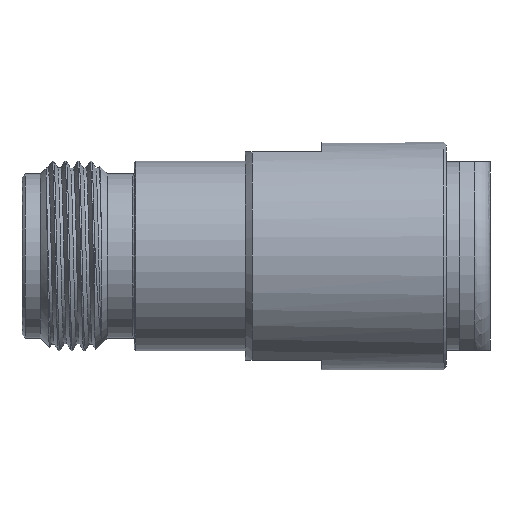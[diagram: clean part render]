
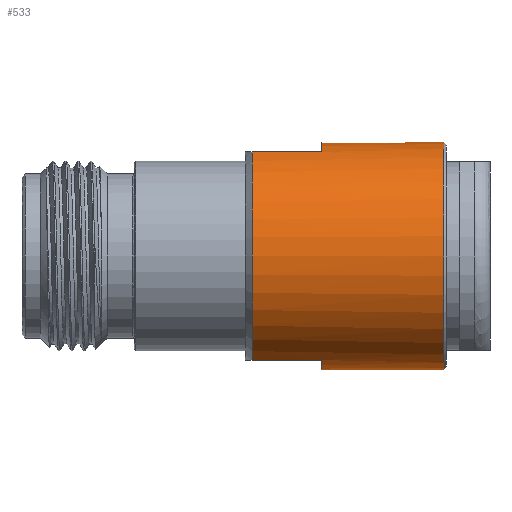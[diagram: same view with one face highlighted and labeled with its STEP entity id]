
A CAD part, front view. The second image highlights one B-rep face of the part: STEP entity #533.
In plain terms, the highlighted cylindrical face has radius 9.5 mm (diameter 19 mm), a full revolution.
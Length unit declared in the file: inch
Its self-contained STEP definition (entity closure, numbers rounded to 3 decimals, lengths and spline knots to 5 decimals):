
#19 = EDGE_LOOP ( 'NONE', ( #2292 ) ) ;
#42 = DIRECTION ( 'NONE',  ( 1., 0., 0. ) ) ;
#72 = CARTESIAN_POINT ( 'NONE',  ( 0.75749, -0.15023, -0.34252 ) ) ;
#202 = VERTEX_POINT ( 'NONE', #1995 ) ;
#261 = CYLINDRICAL_SURFACE ( 'NONE', #2991, 0.37402 ) ;
#311 = DIRECTION ( 'NONE',  ( 0., 0., 1. ) ) ;
#362 = CARTESIAN_POINT ( 'NONE',  ( 0.75749, 0.15023, 0.34252 ) ) ;
#435 = DIRECTION ( 'NONE',  ( -1., 0., 0. ) ) ;
#442 = VERTEX_POINT ( 'NONE', #72 ) ;
#443 = VECTOR ( 'NONE', #435, 39.37008 ) ;
#449 = ORIENTED_EDGE ( 'NONE', *, *, #3170, .T. ) ;
#504 = CARTESIAN_POINT ( 'NONE',  ( 0.9853, -0.15023, 0.34252 ) ) ;
#533 = ADVANCED_FACE ( 'NONE', ( #1800, #1535 ), #261, .T. ) ;
#534 = EDGE_CURVE ( 'NONE', #2199, #1579, #960, .T. ) ;
#548 = ORIENTED_EDGE ( 'NONE', *, *, #2146, .T. ) ;
#564 = EDGE_CURVE ( 'NONE', #202, #2199, #1159, .T. ) ;
#582 = CARTESIAN_POINT ( 'NONE',  ( 0.9853, 0.15023, -0.34252 ) ) ;
#591 = ORIENTED_EDGE ( 'NONE', *, *, #657, .T. ) ;
#621 = CARTESIAN_POINT ( 'NONE',  ( 1.19161, 0., 0. ) ) ;
#632 = CARTESIAN_POINT ( 'NONE',  ( 1.38804, 0., -0.37402 ) ) ;
#657 = EDGE_CURVE ( 'NONE', #2657, #202, #1721, .T. ) ;
#673 = CARTESIAN_POINT ( 'NONE',  ( 0.9853, 0.15023, 0.34252 ) ) ;
#688 = CIRCLE ( 'NONE', #3384, 0.37402 ) ;
#727 = ORIENTED_EDGE ( 'NONE', *, *, #3451, .T. ) ;
#757 = AXIS2_PLACEMENT_3D ( 'NONE', #2988, #42, #311 ) ;
#843 = CARTESIAN_POINT ( 'NONE',  ( 1.19161, -0.15023, 0.34252 ) ) ;
#919 = DIRECTION ( 'NONE',  ( 0., 0., -1. ) ) ;
#933 = DIRECTION ( 'NONE',  ( 1., 0., 0. ) ) ;
#957 = AXIS2_PLACEMENT_3D ( 'NONE', #1399, #1733, #1992 ) ;
#960 = LINE ( 'NONE', #2567, #2373 ) ;
#965 = CARTESIAN_POINT ( 'NONE',  ( 0.75749, 0., 0. ) ) ;
#1016 = DIRECTION ( 'NONE',  ( 0., 0., 1. ) ) ;
#1159 = CIRCLE ( 'NONE', #3043, 0.37402 ) ;
#1227 = CARTESIAN_POINT ( 'NONE',  ( 1.19161, -0.15023, -0.34252 ) ) ;
#1257 = CARTESIAN_POINT ( 'NONE',  ( 1.19161, 0.15023, -0.34252 ) ) ;
#1284 = VERTEX_POINT ( 'NONE', #2839 ) ;
#1316 = VECTOR ( 'NONE', #2247, 39.37008 ) ;
#1399 = CARTESIAN_POINT ( 'NONE',  ( 1.38804, 0., 0. ) ) ;
#1417 = CIRCLE ( 'NONE', #957, 0.37402 ) ;
#1468 = AXIS2_PLACEMENT_3D ( 'NONE', #2211, #1935, #3007 ) ;
#1504 = DIRECTION ( 'NONE',  ( 1., 0., 0. ) ) ;
#1521 = VERTEX_POINT ( 'NONE', #2782 ) ;
#1523 = LINE ( 'NONE', #1227, #2998 ) ;
#1535 = FACE_OUTER_BOUND ( 'NONE', #2646, .T. ) ;
#1579 = VERTEX_POINT ( 'NONE', #673 ) ;
#1721 = LINE ( 'NONE', #1257, #443 ) ;
#1733 = DIRECTION ( 'NONE',  ( 1., 0., 0. ) ) ;
#1756 = DIRECTION ( 'NONE',  ( 0., 0., -1. ) ) ;
#1800 = FACE_OUTER_BOUND ( 'NONE', #19, .T. ) ;
#1852 = DIRECTION ( 'NONE',  ( 1., 0., 0. ) ) ;
#1872 = VERTEX_POINT ( 'NONE', #632 ) ;
#1874 = ORIENTED_EDGE ( 'NONE', *, *, #3367, .T. ) ;
#1911 = ORIENTED_EDGE ( 'NONE', *, *, #534, .T. ) ;
#1935 = DIRECTION ( 'NONE',  ( 1., 0., 0. ) ) ;
#1992 = DIRECTION ( 'NONE',  ( 0., 0., -1. ) ) ;
#1995 = CARTESIAN_POINT ( 'NONE',  ( 0.75749, 0.15023, -0.34252 ) ) ;
#2146 = EDGE_CURVE ( 'NONE', #442, #1284, #1523, .T. ) ;
#2199 = VERTEX_POINT ( 'NONE', #362 ) ;
#2211 = CARTESIAN_POINT ( 'NONE',  ( 0.75749, 0., 0. ) ) ;
#2247 = DIRECTION ( 'NONE',  ( -1., 0., 0. ) ) ;
#2292 = ORIENTED_EDGE ( 'NONE', *, *, #2713, .F. ) ;
#2337 = ORIENTED_EDGE ( 'NONE', *, *, #2651, .T. ) ;
#2373 = VECTOR ( 'NONE', #933, 39.37008 ) ;
#2434 = CARTESIAN_POINT ( 'NONE',  ( 0.9853, 0., 0. ) ) ;
#2542 = DIRECTION ( 'NONE',  ( 1., 0., 0. ) ) ;
#2552 = DIRECTION ( 'NONE',  ( 1., 0., 0. ) ) ;
#2567 = CARTESIAN_POINT ( 'NONE',  ( 1.19161, 0.15023, 0.34252 ) ) ;
#2646 = EDGE_LOOP ( 'NONE', ( #1874, #727, #2337, #548, #449, #591, #3006, #1911 ) ) ;
#2651 = EDGE_CURVE ( 'NONE', #1521, #442, #2883, .T. ) ;
#2657 = VERTEX_POINT ( 'NONE', #582 ) ;
#2713 = EDGE_CURVE ( 'NONE', #1872, #1872, #1417, .T. ) ;
#2782 = CARTESIAN_POINT ( 'NONE',  ( 0.75749, -0.15023, 0.34252 ) ) ;
#2839 = CARTESIAN_POINT ( 'NONE',  ( 0.9853, -0.15023, -0.34252 ) ) ;
#2883 = CIRCLE ( 'NONE', #1468, 0.37402 ) ;
#2956 = CIRCLE ( 'NONE', #757, 0.37402 ) ;
#2988 = CARTESIAN_POINT ( 'NONE',  ( 0.9853, 0., 0. ) ) ;
#2991 = AXIS2_PLACEMENT_3D ( 'NONE', #621, #2542, #919 ) ;
#2998 = VECTOR ( 'NONE', #2552, 39.37008 ) ;
#3006 = ORIENTED_EDGE ( 'NONE', *, *, #564, .T. ) ;
#3007 = DIRECTION ( 'NONE',  ( 0., 0., -1. ) ) ;
#3043 = AXIS2_PLACEMENT_3D ( 'NONE', #965, #1504, #1756 ) ;
#3142 = LINE ( 'NONE', #843, #1316 ) ;
#3170 = EDGE_CURVE ( 'NONE', #1284, #2657, #688, .T. ) ;
#3182 = VERTEX_POINT ( 'NONE', #504 ) ;
#3367 = EDGE_CURVE ( 'NONE', #1579, #3182, #2956, .T. ) ;
#3384 = AXIS2_PLACEMENT_3D ( 'NONE', #2434, #1852, #1016 ) ;
#3451 = EDGE_CURVE ( 'NONE', #3182, #1521, #3142, .T. ) ;
